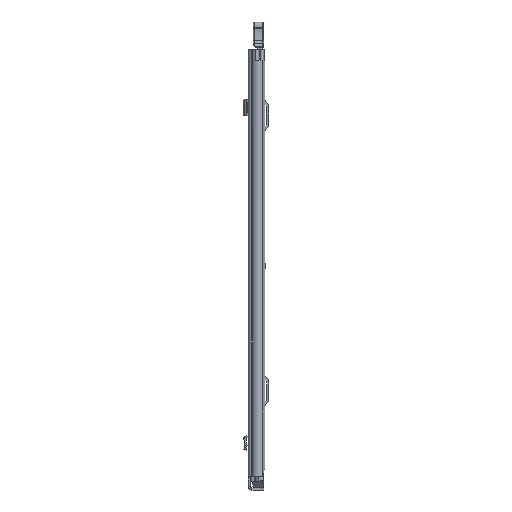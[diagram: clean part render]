
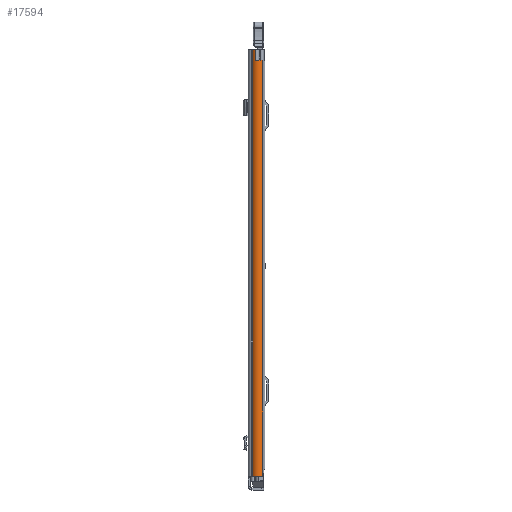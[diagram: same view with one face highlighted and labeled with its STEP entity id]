
A CAD part, front view. The second image highlights one B-rep face of the part: STEP entity #17594.
In plain terms, the highlighted cylindrical face has radius 7.6 mm (diameter 15.2 mm), a partial arc.
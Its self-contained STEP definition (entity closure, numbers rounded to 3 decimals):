
#78 = CARTESIAN_POINT ( 'NONE',  ( 16.488, -35.307, -508. ) ) ;
#751 = AXIS2_PLACEMENT_3D ( 'NONE', #24765, #25330, #22371 ) ;
#1935 = EDGE_LOOP ( 'NONE', ( #19532, #11508, #4843, #32998, #23473, #2026 ) ) ;
#2026 = ORIENTED_EDGE ( 'NONE', *, *, #17921, .F. ) ;
#3239 = VERTEX_POINT ( 'NONE', #20917 ) ;
#4815 = DIRECTION ( 'NONE',  ( 0., 0., 1. ) ) ;
#4843 = ORIENTED_EDGE ( 'NONE', *, *, #17240, .F. ) ;
#5941 = CARTESIAN_POINT ( 'NONE',  ( 10.602, -30.5, 0. ) ) ;
#6052 = VERTEX_POINT ( 'NONE', #20603 ) ;
#6114 = DIRECTION ( 'NONE',  ( 0., 0., -1. ) ) ;
#6578 = DIRECTION ( 'NONE',  ( 0., 0., 1. ) ) ;
#6756 = FACE_OUTER_BOUND ( 'NONE', #1935, .T. ) ;
#7516 = VERTEX_POINT ( 'NONE', #33302 ) ;
#7824 = DIRECTION ( 'NONE',  ( 1., 0., 0. ) ) ;
#8177 = CIRCLE ( 'NONE', #9952, 7.6 ) ;
#8190 = DIRECTION ( 'NONE',  ( 0., 0., 1. ) ) ;
#8269 = VERTEX_POINT ( 'NONE', #10756 ) ;
#8378 = LINE ( 'NONE', #16779, #12802 ) ;
#8742 = DIRECTION ( 'NONE',  ( 1., 0., 0. ) ) ;
#9952 = AXIS2_PLACEMENT_3D ( 'NONE', #5941, #6114, #8742 ) ;
#10426 = AXIS2_PLACEMENT_3D ( 'NONE', #32377, #26917, #34806 ) ;
#10756 = CARTESIAN_POINT ( 'NONE',  ( 8.413, -37.778, -12.2 ) ) ;
#11305 = EDGE_CURVE ( 'NONE', #6052, #16479, #25698, .T. ) ;
#11508 = ORIENTED_EDGE ( 'NONE', *, *, #11305, .T. ) ;
#12802 = VECTOR ( 'NONE', #8190, 1000. ) ;
#13344 = CARTESIAN_POINT ( 'NONE',  ( 16.488, -35.307, -12.2 ) ) ;
#13720 = CIRCLE ( 'NONE', #24422, 7.6 ) ;
#15352 = LINE ( 'NONE', #32198, #19351 ) ;
#15975 = VERTEX_POINT ( 'NONE', #28200 ) ;
#16479 = VERTEX_POINT ( 'NONE', #13344 ) ;
#16779 = CARTESIAN_POINT ( 'NONE',  ( 5.244, -35.891, -508. ) ) ;
#17240 = EDGE_CURVE ( 'NONE', #8269, #16479, #30651, .T. ) ;
#17594 = ADVANCED_FACE ( 'NONE', ( #6756 ), #32568, .T. ) ;
#17702 = EDGE_CURVE ( 'NONE', #8269, #15975, #15352, .T. ) ;
#17921 = EDGE_CURVE ( 'NONE', #7516, #3239, #8378, .T. ) ;
#19351 = VECTOR ( 'NONE', #6578, 1000. ) ;
#19355 = DIRECTION ( 'NONE',  ( 0., 0., 1. ) ) ;
#19532 = ORIENTED_EDGE ( 'NONE', *, *, #21682, .T. ) ;
#20603 = CARTESIAN_POINT ( 'NONE',  ( 16.488, -35.307, -492. ) ) ;
#20829 = EDGE_CURVE ( 'NONE', #15975, #3239, #8177, .T. ) ;
#20917 = CARTESIAN_POINT ( 'NONE',  ( 5.244, -35.891, 0. ) ) ;
#21682 = EDGE_CURVE ( 'NONE', #7516, #6052, #13720, .T. ) ;
#22371 = DIRECTION ( 'NONE',  ( 1., 0., 0. ) ) ;
#23473 = ORIENTED_EDGE ( 'NONE', *, *, #20829, .T. ) ;
#24221 = VECTOR ( 'NONE', #19355, 1000. ) ;
#24422 = AXIS2_PLACEMENT_3D ( 'NONE', #24440, #4815, #7824 ) ;
#24440 = CARTESIAN_POINT ( 'NONE',  ( 10.602, -30.5, -492. ) ) ;
#24765 = CARTESIAN_POINT ( 'NONE',  ( 10.602, -30.5, -12.2 ) ) ;
#25330 = DIRECTION ( 'NONE',  ( 0., 0., 1. ) ) ;
#25698 = LINE ( 'NONE', #78, #24221 ) ;
#26917 = DIRECTION ( 'NONE',  ( 0., 0., 1. ) ) ;
#28200 = CARTESIAN_POINT ( 'NONE',  ( 8.413, -37.778, 0. ) ) ;
#30651 = CIRCLE ( 'NONE', #751, 7.6 ) ;
#32198 = CARTESIAN_POINT ( 'NONE',  ( 8.413, -37.778, -508. ) ) ;
#32377 = CARTESIAN_POINT ( 'NONE',  ( 10.602, -30.5, -508. ) ) ;
#32568 = CYLINDRICAL_SURFACE ( 'NONE', #10426, 7.6 ) ;
#32998 = ORIENTED_EDGE ( 'NONE', *, *, #17702, .T. ) ;
#33302 = CARTESIAN_POINT ( 'NONE',  ( 5.244, -35.891, -492. ) ) ;
#34806 = DIRECTION ( 'NONE',  ( 1., 0., 0. ) ) ;
